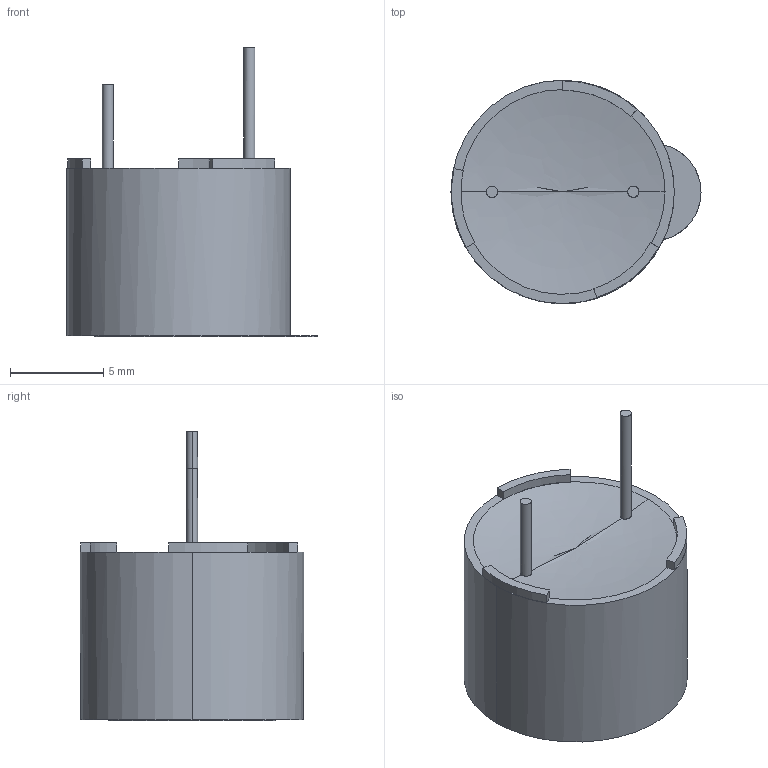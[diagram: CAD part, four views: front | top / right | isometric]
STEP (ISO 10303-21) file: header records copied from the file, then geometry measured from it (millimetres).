
FILE_DESCRIPTION(('STEP AP242'),'1');
FILE_NAME('ai-1223-twt-5v-5-r.stp','2021-10-22T15:54:51',('TraceParts'),('TraceParts S.A.'),'Spatial InterOp 3D',' ',' ');
FILE_SCHEMA(('AP242_MANAGED_MODEL_BASED_3D_ENGINEERING_MIM_LF {1 0 10303 442 1 1 4}'));
Length unit declared in the file: millimetre
Products named in the file (1): ai-1223-twt-5v-5-r
Bounding box: 13.44 x 12 x 15.55 mm (x, y, z)
Volume: 718.6 mm3; surface area: 914.7 mm2
Topology: 1 solids, 2 shells, 44 faces, 105 edges, 65 vertices
Faces by surface type: plane 23, cylinder 19, bspline 2
Entity records: 1787 total; most frequent: CARTESIAN_POINT 389, DIRECTION 227, ORIENTED_EDGE 206, EDGE_CURVE 103, AXIS2_PLACEMENT_3D 89, VERTEX_POINT 65, LINE 49, VECTOR 49
